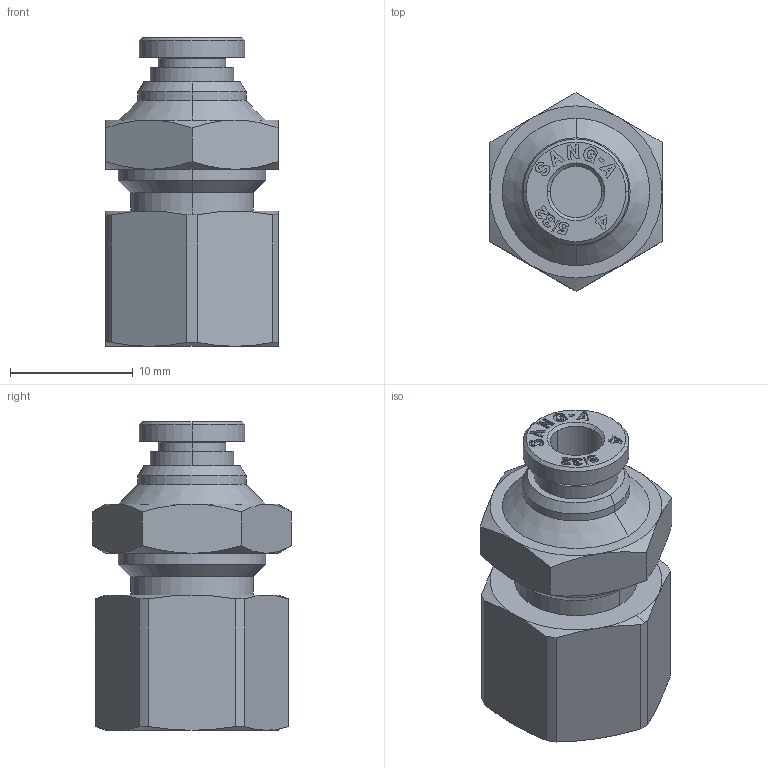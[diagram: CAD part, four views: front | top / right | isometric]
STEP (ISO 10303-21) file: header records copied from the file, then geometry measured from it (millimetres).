
FILE_DESCRIPTION (( 'STEP AP214' ), '1' );
FILE_NAME ('PMF04-G01.stp', '2015-09-23T10:27:49', ( '' ), ( '' ), 'SwSTEP 2.0', 'SolidWorks 2015', '' );
FILE_SCHEMA (( 'AUTOMOTIVE_DESIGN' ));
Length unit declared in the file: millimetre
Products named in the file (2): ｦ+ﾃｦ1; PMF04-G01
Assembly tree (1 placements, depth 2):
  PMF04-G01
    ｦ+ﾃｦ1
Bounding box: 14 x 16.17 x 25.1 mm (x, y, z)
Volume: 2526.5 mm3; surface area: 1924.1 mm2
Topology: 1 solids, 1 shells, 443 faces, 1220 edges, 801 vertices
Faces by surface type: plane 348, cone 42, cylinder 27, bspline 26
Entity records: 14509 total; most frequent: CARTESIAN_POINT 3254, ORIENTED_EDGE 2440, DIRECTION 2051, EDGE_CURVE 1220, LINE 1007, VECTOR 1007, VERTEX_POINT 801, AXIS2_PLACEMENT_3D 522
